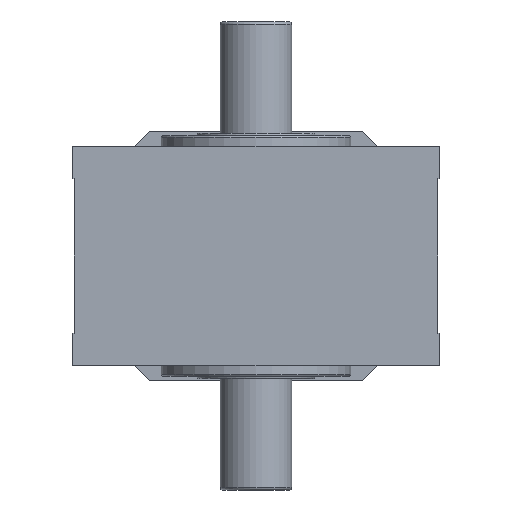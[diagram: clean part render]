
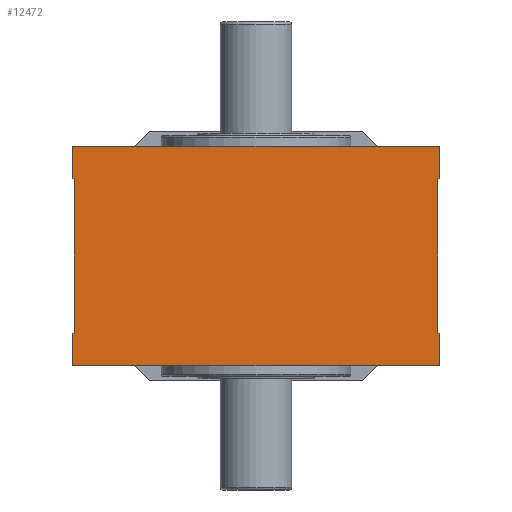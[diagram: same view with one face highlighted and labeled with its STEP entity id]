
A CAD part, front view. The second image highlights one B-rep face of the part: STEP entity #12472.
In plain terms, the highlighted planar face has unit normal (0, -1, 0).
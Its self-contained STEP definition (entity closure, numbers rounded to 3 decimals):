
#118 = CARTESIAN_POINT ( 'NONE',  ( 140., -201.5, -59. ) ) ;
#886 = ORIENTED_EDGE ( 'NONE', *, *, #8220, .F. ) ;
#943 = LINE ( 'NONE', #12287, #10359 ) ;
#1237 = LINE ( 'NONE', #1476, #11892 ) ;
#1476 = CARTESIAN_POINT ( 'NONE',  ( -140., -201.5, 84. ) ) ;
#1956 = VECTOR ( 'NONE', #3420, 1000. ) ;
#2077 = VECTOR ( 'NONE', #14067, 1000. ) ;
#2168 = ORIENTED_EDGE ( 'NONE', *, *, #16005, .F. ) ;
#2503 = ORIENTED_EDGE ( 'NONE', *, *, #21563, .T. ) ;
#3136 = VECTOR ( 'NONE', #20627, 1000. ) ;
#3420 = DIRECTION ( 'NONE',  ( -1., 0., 0. ) ) ;
#3523 = CARTESIAN_POINT ( 'NONE',  ( -139., -201.5, 59. ) ) ;
#3839 = CARTESIAN_POINT ( 'NONE',  ( -139., -201.5, -59. ) ) ;
#3886 = ORIENTED_EDGE ( 'NONE', *, *, #8339, .F. ) ;
#4060 = VERTEX_POINT ( 'NONE', #9006 ) ;
#4525 = FACE_OUTER_BOUND ( 'NONE', #22220, .T. ) ;
#4963 = ORIENTED_EDGE ( 'NONE', *, *, #19312, .F. ) ;
#5040 = DIRECTION ( 'NONE',  ( -1., 0., 0. ) ) ;
#5175 = VECTOR ( 'NONE', #5040, 1000. ) ;
#5308 = VERTEX_POINT ( 'NONE', #19408 ) ;
#5310 = VERTEX_POINT ( 'NONE', #3523 ) ;
#5653 = CARTESIAN_POINT ( 'NONE',  ( 140., -201.5, -59. ) ) ;
#5813 = DIRECTION ( 'NONE',  ( 0., 0., -1. ) ) ;
#6335 = VERTEX_POINT ( 'NONE', #8242 ) ;
#8004 = CARTESIAN_POINT ( 'NONE',  ( 140., -201.5, 84. ) ) ;
#8220 = EDGE_CURVE ( 'NONE', #12177, #17641, #19775, .T. ) ;
#8242 = CARTESIAN_POINT ( 'NONE',  ( -140., -201.5, 59. ) ) ;
#8339 = EDGE_CURVE ( 'NONE', #16079, #20994, #16589, .T. ) ;
#8434 = VECTOR ( 'NONE', #13696, 1000. ) ;
#8727 = DIRECTION ( 'NONE',  ( 1., 0., 0. ) ) ;
#9006 = CARTESIAN_POINT ( 'NONE',  ( 139., -201.5, 59. ) ) ;
#9150 = LINE ( 'NONE', #24321, #24591 ) ;
#9310 = VECTOR ( 'NONE', #5813, 1000. ) ;
#9385 = VERTEX_POINT ( 'NONE', #19331 ) ;
#9485 = DIRECTION ( 'NONE',  ( 0., 1., 0. ) ) ;
#10359 = VECTOR ( 'NONE', #18280, 1000. ) ;
#10464 = CARTESIAN_POINT ( 'NONE',  ( 139., -201.5, -59. ) ) ;
#11192 = DIRECTION ( 'NONE',  ( 1., 0., 0. ) ) ;
#11464 = CARTESIAN_POINT ( 'NONE',  ( -140., -201.5, 59. ) ) ;
#11526 = VECTOR ( 'NONE', #8727, 1000. ) ;
#11892 = VECTOR ( 'NONE', #15417, 1000. ) ;
#11907 = EDGE_CURVE ( 'NONE', #25950, #4060, #21237, .T. ) ;
#12177 = VERTEX_POINT ( 'NONE', #10464 ) ;
#12242 = DIRECTION ( 'NONE',  ( 0., 0., -1. ) ) ;
#12287 = CARTESIAN_POINT ( 'NONE',  ( 140., -201.5, 84. ) ) ;
#12472 = ADVANCED_FACE ( 'NONE', ( #4525 ), #23487, .F. ) ;
#13062 = EDGE_CURVE ( 'NONE', #5310, #6335, #23344, .T. ) ;
#13503 = CARTESIAN_POINT ( 'NONE',  ( -140., -201.5, -84. ) ) ;
#13696 = DIRECTION ( 'NONE',  ( 1., 0., 0. ) ) ;
#14067 = DIRECTION ( 'NONE',  ( 1., 0., 0. ) ) ;
#14186 = ORIENTED_EDGE ( 'NONE', *, *, #17718, .T. ) ;
#14301 = EDGE_CURVE ( 'NONE', #20291, #25950, #943, .T. ) ;
#14612 = CARTESIAN_POINT ( 'NONE',  ( -139., -201.5, 59. ) ) ;
#14614 = ORIENTED_EDGE ( 'NONE', *, *, #25368, .F. ) ;
#15123 = CARTESIAN_POINT ( 'NONE',  ( 140., -201.5, 59. ) ) ;
#15232 = CARTESIAN_POINT ( 'NONE',  ( -140., -201.5, -59. ) ) ;
#15417 = DIRECTION ( 'NONE',  ( 0., 0., -1. ) ) ;
#15825 = CARTESIAN_POINT ( 'NONE',  ( 139., -201.5, 59. ) ) ;
#15962 = VECTOR ( 'NONE', #11192, 1000. ) ;
#16005 = EDGE_CURVE ( 'NONE', #9385, #20291, #18098, .T. ) ;
#16079 = VERTEX_POINT ( 'NONE', #25079 ) ;
#16589 = LINE ( 'NONE', #15232, #15962 ) ;
#16889 = LINE ( 'NONE', #18750, #11526 ) ;
#17641 = VERTEX_POINT ( 'NONE', #118 ) ;
#17718 = EDGE_CURVE ( 'NONE', #16079, #25792, #24980, .T. ) ;
#18098 = LINE ( 'NONE', #8004, #2077 ) ;
#18280 = DIRECTION ( 'NONE',  ( 0., 0., -1. ) ) ;
#18281 = ORIENTED_EDGE ( 'NONE', *, *, #13062, .F. ) ;
#18471 = CARTESIAN_POINT ( 'NONE',  ( -140., -201.5, 84. ) ) ;
#18750 = CARTESIAN_POINT ( 'NONE',  ( 140., -201.5, -84. ) ) ;
#19312 = EDGE_CURVE ( 'NONE', #17641, #5308, #9150, .T. ) ;
#19331 = CARTESIAN_POINT ( 'NONE',  ( -140., -201.5, 84. ) ) ;
#19408 = CARTESIAN_POINT ( 'NONE',  ( 140., -201.5, -84. ) ) ;
#19626 = VECTOR ( 'NONE', #20597, 1000. ) ;
#19775 = LINE ( 'NONE', #5653, #8434 ) ;
#19799 = LINE ( 'NONE', #14612, #3136 ) ;
#20019 = LINE ( 'NONE', #15825, #9310 ) ;
#20272 = ORIENTED_EDGE ( 'NONE', *, *, #11907, .F. ) ;
#20291 = VERTEX_POINT ( 'NONE', #23645 ) ;
#20597 = DIRECTION ( 'NONE',  ( 0., 0., -1. ) ) ;
#20627 = DIRECTION ( 'NONE',  ( 0., 0., 1. ) ) ;
#20876 = EDGE_CURVE ( 'NONE', #9385, #6335, #1237, .T. ) ;
#20994 = VERTEX_POINT ( 'NONE', #3839 ) ;
#21237 = LINE ( 'NONE', #15123, #5175 ) ;
#21555 = CARTESIAN_POINT ( 'NONE',  ( 140., -201.5, 84. ) ) ;
#21563 = EDGE_CURVE ( 'NONE', #25792, #5308, #16889, .T. ) ;
#22220 = EDGE_LOOP ( 'NONE', ( #14614, #20272, #23721, #2168, #22630, #18281, #24191, #3886, #14186, #2503, #4963, #886 ) ) ;
#22630 = ORIENTED_EDGE ( 'NONE', *, *, #20876, .T. ) ;
#23068 = EDGE_CURVE ( 'NONE', #20994, #5310, #19799, .T. ) ;
#23344 = LINE ( 'NONE', #11464, #1956 ) ;
#23487 = PLANE ( 'NONE',  #24350 ) ;
#23573 = DIRECTION ( 'NONE',  ( -1., 0., 0. ) ) ;
#23645 = CARTESIAN_POINT ( 'NONE',  ( 140., -201.5, 84. ) ) ;
#23721 = ORIENTED_EDGE ( 'NONE', *, *, #14301, .F. ) ;
#24071 = CARTESIAN_POINT ( 'NONE',  ( 140., -201.5, 59. ) ) ;
#24191 = ORIENTED_EDGE ( 'NONE', *, *, #23068, .F. ) ;
#24321 = CARTESIAN_POINT ( 'NONE',  ( 140., -201.5, 84. ) ) ;
#24350 = AXIS2_PLACEMENT_3D ( 'NONE', #21555, #9485, #23573 ) ;
#24591 = VECTOR ( 'NONE', #12242, 1000. ) ;
#24980 = LINE ( 'NONE', #18471, #19626 ) ;
#25079 = CARTESIAN_POINT ( 'NONE',  ( -140., -201.5, -59. ) ) ;
#25368 = EDGE_CURVE ( 'NONE', #4060, #12177, #20019, .T. ) ;
#25792 = VERTEX_POINT ( 'NONE', #13503 ) ;
#25950 = VERTEX_POINT ( 'NONE', #24071 ) ;
